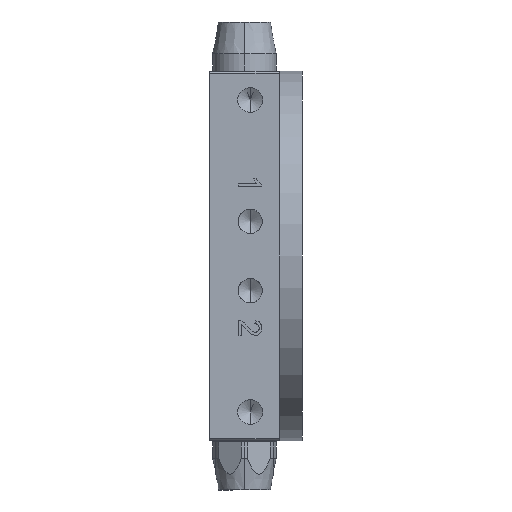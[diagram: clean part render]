
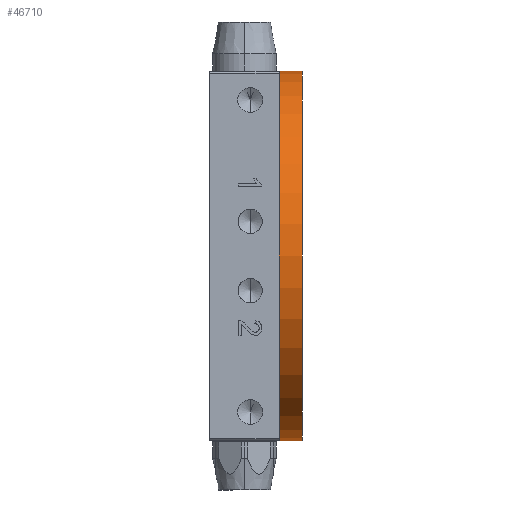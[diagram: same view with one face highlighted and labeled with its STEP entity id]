
A CAD part, left-side view. The second image highlights one B-rep face of the part: STEP entity #46710.
In plain terms, the highlighted cylindrical face has radius 32 mm (diameter 64 mm), a partial arc.
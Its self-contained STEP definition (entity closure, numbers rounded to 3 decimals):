
#1558 = ORIENTED_EDGE ( 'NONE', *, *, #43534, .T. ) ;
#1859 = CARTESIAN_POINT ( 'NONE',  ( 0., 0.5, 32. ) ) ;
#2521 = ORIENTED_EDGE ( 'NONE', *, *, #42636, .F. ) ;
#2692 = VECTOR ( 'NONE', #60427, 1000. ) ;
#3755 = ORIENTED_EDGE ( 'NONE', *, *, #41778, .T. ) ;
#4277 = CARTESIAN_POINT ( 'NONE',  ( -0.496, 3.5, 31.996 ) ) ;
#6239 = CARTESIAN_POINT ( 'NONE',  ( -0.26, 0.555, 31.999 ) ) ;
#6573 = CARTESIAN_POINT ( 'NONE',  ( 0., 0., 0. ) ) ;
#7895 = VERTEX_POINT ( 'NONE', #7990 ) ;
#7971 = ORIENTED_EDGE ( 'NONE', *, *, #60396, .T. ) ;
#7990 = CARTESIAN_POINT ( 'NONE',  ( -0.496, 3.5, 31.996 ) ) ;
#8021 = AXIS2_PLACEMENT_3D ( 'NONE', #12261, #26585, #47097 ) ;
#8883 = CARTESIAN_POINT ( 'NONE',  ( 0., 4., 32. ) ) ;
#9192 = CARTESIAN_POINT ( 'NONE',  ( 0., 14.761, 0. ) ) ;
#9404 = ORIENTED_EDGE ( 'NONE', *, *, #60104, .F. ) ;
#9676 = AXIS2_PLACEMENT_3D ( 'NONE', #9192, #28896, #29563 ) ;
#9705 = CARTESIAN_POINT ( 'NONE',  ( 0., 4., 32. ) ) ;
#10170 = AXIS2_PLACEMENT_3D ( 'NONE', #6573, #21920, #16905 ) ;
#11276 = CIRCLE ( 'NONE', #10170, 32. ) ;
#12046 = VERTEX_POINT ( 'NONE', #56851 ) ;
#12261 = CARTESIAN_POINT ( 'NONE',  ( 0., 4., 0. ) ) ;
#13926 = DIRECTION ( 'NONE',  ( 0., 1., 0. ) ) ;
#15939 = CARTESIAN_POINT ( 'NONE',  ( -0.496, 1., 31.996 ) ) ;
#16905 = DIRECTION ( 'NONE',  ( 0., 0., 1. ) ) ;
#17743 = CARTESIAN_POINT ( 'NONE',  ( 0., 14.761, 32. ) ) ;
#21920 = DIRECTION ( 'NONE',  ( 0., 1., 0. ) ) ;
#22966 = B_SPLINE_CURVE_WITH_KNOTS ( 'NONE', 3,
 ( #4277, #24674, #25661, #45199, #46183, #9705 ),
 .UNSPECIFIED., .F., .F.,
 ( 4, 2, 4 ),
 ( 0., 0., 0.001 ),
 .UNSPECIFIED. ) ;
#23846 = FACE_OUTER_BOUND ( 'NONE', #28630, .T. ) ;
#24402 = LINE ( 'NONE', #17743, #52883 ) ;
#24466 = CARTESIAN_POINT ( 'NONE',  ( -0.496, 14.761, 31.996 ) ) ;
#24674 = CARTESIAN_POINT ( 'NONE',  ( -0.496, 3.63, 31.996 ) ) ;
#25322 = CARTESIAN_POINT ( 'NONE',  ( -0.131, 0.5, 32. ) ) ;
#25661 = CARTESIAN_POINT ( 'NONE',  ( -0.443, 3.76, 31.997 ) ) ;
#26585 = DIRECTION ( 'NONE',  ( 0., 1., 0. ) ) ;
#26658 = DIRECTION ( 'NONE',  ( 0., 1., 0. ) ) ;
#28630 = EDGE_LOOP ( 'NONE', ( #2521, #3755, #60437, #1558, #7971, #65705, #50765, #9404 ) ) ;
#28896 = DIRECTION ( 'NONE',  ( 0., 1., 0. ) ) ;
#29522 = EDGE_CURVE ( 'NONE', #7895, #39798, #22966, .T. ) ;
#29563 = DIRECTION ( 'NONE',  ( 0., 0., 1. ) ) ;
#31458 = CARTESIAN_POINT ( 'NONE',  ( 0., 0., 32. ) ) ;
#32278 = CIRCLE ( 'NONE', #51656, 32. ) ;
#33132 = DIRECTION ( 'NONE',  ( 0., 1., 0. ) ) ;
#33714 = CARTESIAN_POINT ( 'NONE',  ( -32., 4., 0. ) ) ;
#33906 = EDGE_CURVE ( 'NONE', #48580, #39798, #32278, .T. ) ;
#39685 = CARTESIAN_POINT ( 'NONE',  ( 0., 14.761, -32. ) ) ;
#39798 = VERTEX_POINT ( 'NONE', #8883 ) ;
#41778 = EDGE_CURVE ( 'NONE', #12046, #59887, #11276, .T. ) ;
#41923 = CARTESIAN_POINT ( 'NONE',  ( -0.496, 1., 31.996 ) ) ;
#42170 = EDGE_CURVE ( 'NONE', #59887, #55669, #24402, .T. ) ;
#42636 = EDGE_CURVE ( 'NONE', #12046, #45780, #65264, .T. ) ;
#42932 = B_SPLINE_CURVE_WITH_KNOTS ( 'NONE', 3,
 ( #62257, #25322, #6239, #56584, #51558, #15939 ),
 .UNSPECIFIED., .F., .F.,
 ( 4, 2, 4 ),
 ( 0.001, 0.001, 0.002 ),
 .UNSPECIFIED. ) ;
#43534 = EDGE_CURVE ( 'NONE', #55669, #49903, #42932, .T. ) ;
#45199 = CARTESIAN_POINT ( 'NONE',  ( -0.26, 3.945, 31.999 ) ) ;
#45780 = VERTEX_POINT ( 'NONE', #46466 ) ;
#46183 = CARTESIAN_POINT ( 'NONE',  ( -0.131, 4., 32. ) ) ;
#46466 = CARTESIAN_POINT ( 'NONE',  ( 0., 4., -32. ) ) ;
#46710 = ADVANCED_FACE ( 'NONE', ( #23846 ), #55101, .T. ) ;
#47097 = DIRECTION ( 'NONE',  ( 0., 0., 1. ) ) ;
#48580 = VERTEX_POINT ( 'NONE', #33714 ) ;
#49903 = VERTEX_POINT ( 'NONE', #41923 ) ;
#50765 = ORIENTED_EDGE ( 'NONE', *, *, #33906, .F. ) ;
#50858 = VECTOR ( 'NONE', #13926, 1000. ) ;
#51558 = CARTESIAN_POINT ( 'NONE',  ( -0.496, 0.87, 31.996 ) ) ;
#51656 = AXIS2_PLACEMENT_3D ( 'NONE', #61645, #26658, #51914 ) ;
#51914 = DIRECTION ( 'NONE',  ( 0., 0., 1. ) ) ;
#52883 = VECTOR ( 'NONE', #33132, 1000. ) ;
#55101 = CYLINDRICAL_SURFACE ( 'NONE', #9676, 32. ) ;
#55669 = VERTEX_POINT ( 'NONE', #1859 ) ;
#56584 = CARTESIAN_POINT ( 'NONE',  ( -0.443, 0.74, 31.997 ) ) ;
#56851 = CARTESIAN_POINT ( 'NONE',  ( 0., 0., -32. ) ) ;
#59887 = VERTEX_POINT ( 'NONE', #31458 ) ;
#60104 = EDGE_CURVE ( 'NONE', #45780, #48580, #62598, .T. ) ;
#60396 = EDGE_CURVE ( 'NONE', #49903, #7895, #61083, .T. ) ;
#60427 = DIRECTION ( 'NONE',  ( 0., 1., 0. ) ) ;
#60437 = ORIENTED_EDGE ( 'NONE', *, *, #42170, .T. ) ;
#61083 = LINE ( 'NONE', #24466, #2692 ) ;
#61645 = CARTESIAN_POINT ( 'NONE',  ( 0., 4., 0. ) ) ;
#62257 = CARTESIAN_POINT ( 'NONE',  ( 0., 0.5, 32. ) ) ;
#62598 = CIRCLE ( 'NONE', #8021, 32. ) ;
#65264 = LINE ( 'NONE', #39685, #50858 ) ;
#65705 = ORIENTED_EDGE ( 'NONE', *, *, #29522, .T. ) ;
